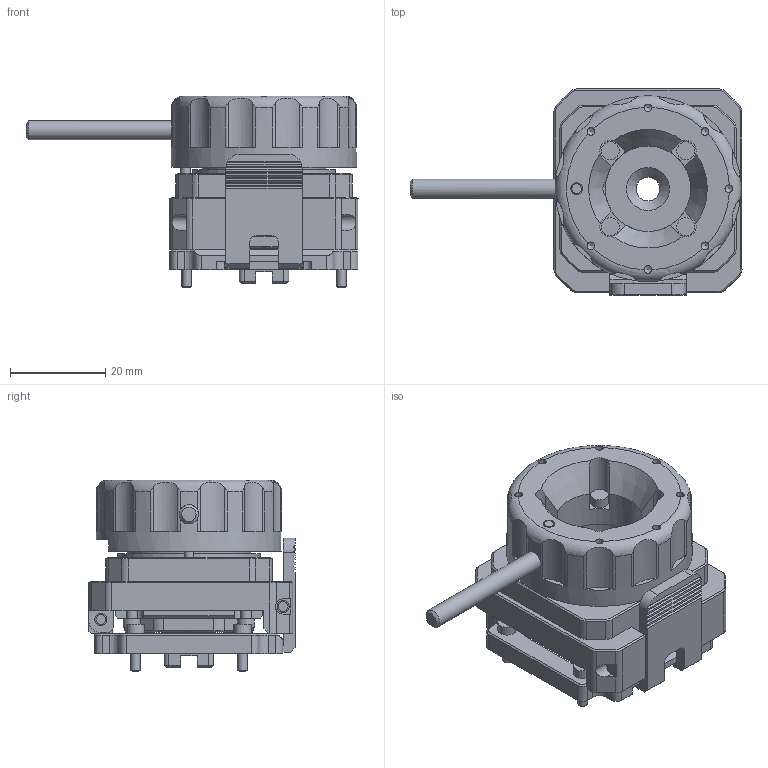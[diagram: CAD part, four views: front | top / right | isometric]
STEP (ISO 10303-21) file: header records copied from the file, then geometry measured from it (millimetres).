
FILE_DESCRIPTION(/* description */ (''),/* implementation_level */ '2;1');
FILE_NAME(/* name */ 'IDI_220394-000.stp',/* time_stamp */ '2015-03-12T15:31:14+01:00',/* author */ ('admchouv'),/* organization */ (''),/* preprocessor_version */ 'ST-DEVELOPER v15.5',/* originating_system */ 'AutoCAD Mechanical',/* authorisation */ '');
FILE_SCHEMA (('AUTOMOTIVE_DESIGN { 1 0 10303 214 3 1 1 }'));
Length unit declared in the file: millimetre
Products named in the file (1): Product
Bounding box: 69.75 x 43.3 x 40.3 mm (x, y, z)
Volume: 33753.3 mm3; surface area: 25039 mm2
Topology: 32 solids, 32 shells, 769 faces, 1888 edges, 1207 vertices
Faces by surface type: plane 389, cylinder 253, cone 126, torus 1
Full cylindrical faces by diameter (mm): 1.25 x4, 1.45 x2, 1.5 x4, 1.6 x39, 1.8 x4, 2 x16, 2.05 x8, 2.21 x4, 2.4 x12, 2.5 x5, 3.2 x8, 3.56 x4, 3.8 x8, 4 x1, 4.05 x1, 5 x1, 18 x3, 26 x1, 26.4 x1, 27 x1, 30 x1, 39 x1
Entity records: 21984 total; most frequent: CARTESIAN_POINT 4516, DIRECTION 3713, ORIENTED_EDGE 3238, EDGE_CURVE 1619, AXIS2_PLACEMENT_3D 1398, VERTEX_POINT 1142, EDGE_LOOP 1077, LINE 917
